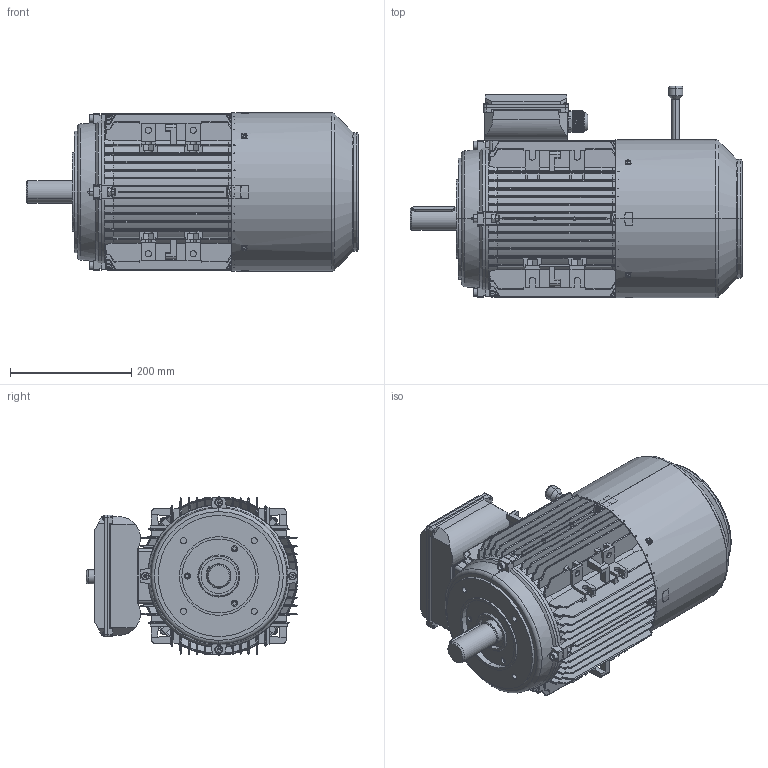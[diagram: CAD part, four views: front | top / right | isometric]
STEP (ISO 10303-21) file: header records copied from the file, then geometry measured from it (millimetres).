
FILE_DESCRIPTION (( 'STEP AP203' ), '1' );
FILE_NAME ('TB132S B14(ML諉盄碟ｊ倰).STEP', '2021-12-02T07:52:02', ( '' ), ( '' ), 'SwSTEP 2.0', 'SolidWorks 2014', '' );
FILE_SCHEMA (( 'CONFIG_CONTROL_DESIGN' ));
Products named in the file (16): T132S儂褲; 112怢宒瑞珔; Cross recessed thread forming screws GB_GB_CROSS_SCREWS_TYPE138 M5X12-N; Cross recessed thread forming screws GB_GB_CROSS_SCREWS_TYPE138 M4X10-N; TA132B14楊擘1; ML112諉盄碟蚾饜极; TB132S蛌粣; Plain parallel keys_GB_CONNECTING_PIECE_KEYS_CSK 10X70; Hexagon socket head cap screws GB_GB_FASTENER_SCREWS_HSHCS M8X35-N; ML100-ML112諉盄碟釱(臏); TB132瑞欶; TB132S B14(ML諉盄碟ｊ倰); TB132綴裔; 112-132堤盄蹟杶; Hexagon nuts grade C GB_GB_FASTENER_NUT_SNC1 M8-N; ML100-ML112諉盄碟裔(臏)
Assembly tree (35 placements, depth 3):
  TB132S B14(ML諉盄碟ｊ倰)
    T132S儂褲
    TB132S蛌粣
    TB132綴裔
    Cross recessed thread forming screws GB_GB_CROSS_SCREWS_TYPE138 M5X12-N  x4
    Hexagon socket head cap screws GB_GB_FASTENER_SCREWS_HSHCS M8X35-N  x8
    Hexagon nuts grade C GB_GB_FASTENER_NUT_SNC1 M8-N  x8
    TA132B14楊擘1
    TB132瑞欶
    112怢宒瑞珔
    Plain parallel keys_GB_CONNECTING_PIECE_KEYS_CSK 10X70
    ML112諉盄碟蚾饜极
      112-132堤盄蹟杶
      Cross recessed thread forming screws GB_GB_CROSS_SCREWS_TYPE138 M4X10-N  x4
      ML100-ML112諉盄碟釱(臏)
      ML100-ML112諉盄碟裔(臏)
Bounding box: 548 x 349.72 x 261.1 mm (x, y, z)
Volume: 3694141.2 mm3; surface area: 1886256.2 mm2
Topology: 35 solids, 35 shells, 5144 faces, 14003 edges, 8868 vertices
Faces by surface type: plane 2688, cylinder 1224, bspline 687, cone 336, torus 193, sphere 16
Entity records: 179736 total; most frequent: CARTESIAN_POINT 65144, ORIENTED_EDGE 25658, DIRECTION 20303, EDGE_CURVE 12829, VERTEX_POINT 8233, LINE 7115, VECTOR 7115, AXIS2_PLACEMENT_3D 6594
